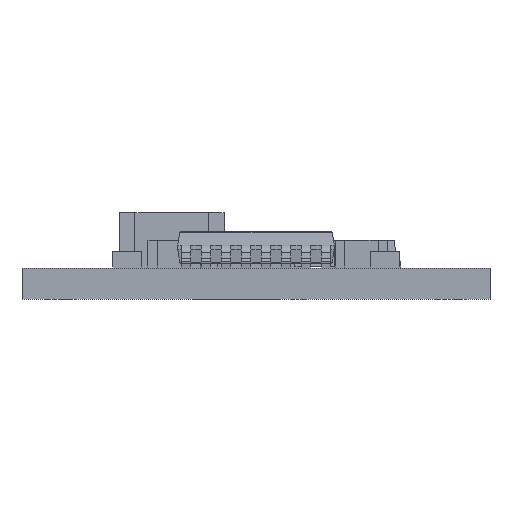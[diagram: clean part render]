
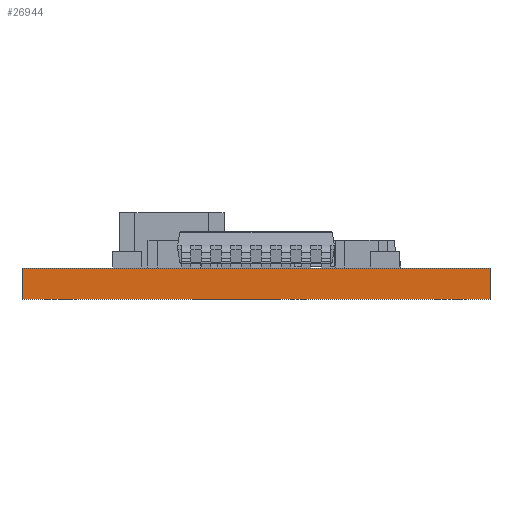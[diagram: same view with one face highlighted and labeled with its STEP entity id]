
A CAD part, front view. The second image highlights one B-rep face of the part: STEP entity #26944.
In plain terms, the highlighted planar face has unit normal (0, -1, 0).
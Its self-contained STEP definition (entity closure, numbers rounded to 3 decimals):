
#575 = VECTOR ( 'NONE', #12755, 1000. ) ;
#1994 = CARTESIAN_POINT ( 'NONE',  ( 0., 0., 1.016 ) ) ;
#2326 = CARTESIAN_POINT ( 'NONE',  ( 0., 0., 1.016 ) ) ;
#3715 = LINE ( 'NONE', #17951, #34823 ) ;
#5267 = CARTESIAN_POINT ( 'NONE',  ( 15.24, 0., 1.016 ) ) ;
#7874 = VERTEX_POINT ( 'NONE', #35281 ) ;
#8015 = EDGE_CURVE ( 'NONE', #20534, #7874, #3715, .T. ) ;
#9035 = DIRECTION ( 'NONE',  ( 0., 0., 1. ) ) ;
#10247 = VECTOR ( 'NONE', #34245, 1000. ) ;
#12573 = LINE ( 'NONE', #30965, #10247 ) ;
#12755 = DIRECTION ( 'NONE',  ( 0., 0., -1. ) ) ;
#14695 = PLANE ( 'NONE',  #28366 ) ;
#15332 = CARTESIAN_POINT ( 'NONE',  ( 0., 0., 0. ) ) ;
#16031 = ORIENTED_EDGE ( 'NONE', *, *, #8015, .T. ) ;
#16221 = DIRECTION ( 'NONE',  ( 0., 1., 0. ) ) ;
#17951 = CARTESIAN_POINT ( 'NONE',  ( 0., 0., 0. ) ) ;
#18815 = VERTEX_POINT ( 'NONE', #42742 ) ;
#20534 = VERTEX_POINT ( 'NONE', #15332 ) ;
#22880 = ORIENTED_EDGE ( 'NONE', *, *, #30680, .T. ) ;
#23202 = VERTEX_POINT ( 'NONE', #38475 ) ;
#23285 = LINE ( 'NONE', #5267, #575 ) ;
#24639 = EDGE_CURVE ( 'NONE', #18815, #7874, #23285, .T. ) ;
#26944 = ADVANCED_FACE ( 'NONE', ( #39593 ), #14695, .F. ) ;
#28366 = AXIS2_PLACEMENT_3D ( 'NONE', #1994, #16221, #9035 ) ;
#30680 = EDGE_CURVE ( 'NONE', #23202, #20534, #12573, .T. ) ;
#30965 = CARTESIAN_POINT ( 'NONE',  ( 0., 0., 1.016 ) ) ;
#31235 = DIRECTION ( 'NONE',  ( 1., 0., 0. ) ) ;
#31586 = ORIENTED_EDGE ( 'NONE', *, *, #46051, .F. ) ;
#34245 = DIRECTION ( 'NONE',  ( 0., 0., -1. ) ) ;
#34534 = LINE ( 'NONE', #2326, #36991 ) ;
#34823 = VECTOR ( 'NONE', #31235, 1000. ) ;
#35281 = CARTESIAN_POINT ( 'NONE',  ( 15.24, 0., 0. ) ) ;
#35930 = EDGE_LOOP ( 'NONE', ( #16031, #36152, #31586, #22880 ) ) ;
#36152 = ORIENTED_EDGE ( 'NONE', *, *, #24639, .F. ) ;
#36991 = VECTOR ( 'NONE', #40629, 1000. ) ;
#38475 = CARTESIAN_POINT ( 'NONE',  ( 0., 0., 1.016 ) ) ;
#39593 = FACE_OUTER_BOUND ( 'NONE', #35930, .T. ) ;
#40629 = DIRECTION ( 'NONE',  ( 1., 0., 0. ) ) ;
#42742 = CARTESIAN_POINT ( 'NONE',  ( 15.24, 0., 1.016 ) ) ;
#46051 = EDGE_CURVE ( 'NONE', #23202, #18815, #34534, .T. ) ;
